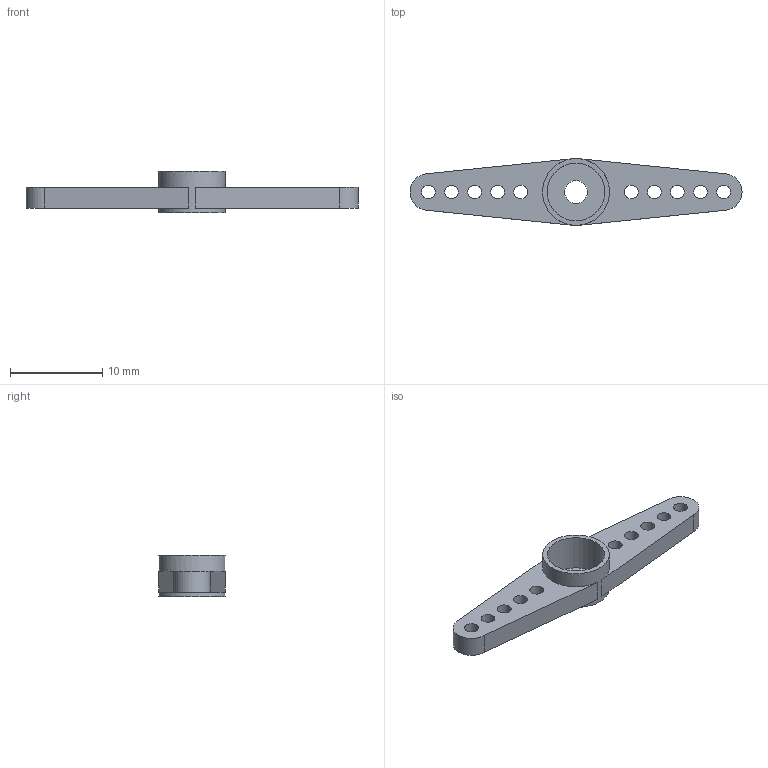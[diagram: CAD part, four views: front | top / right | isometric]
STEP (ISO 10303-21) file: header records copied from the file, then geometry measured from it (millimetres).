
FILE_DESCRIPTION(/* description */ (''),/* implementation_level */ '2;1');
FILE_NAME(/* name */ '3dc2ab51-4a5f-4692-ba53-3d85e0212951.stp',/* time_stamp */ '2026-02-26T19:22:59Z',/* author */ (''),/* organization */ (''),/* preprocessor_version */ 'ST-DEVELOPER v20.1',/* originating_system */ 'Autodesk Translation Framework v14.24.0.0',/* authorisation */ '');
FILE_SCHEMA (('AUTOMOTIVE_DESIGN { 1 0 10303 214 3 1 1 }'));
Length unit declared in the file: millimetre
Products named in the file (1): MG90S Straight Control Horn
Bounding box: 36 x 7.25 x 4.5 mm (x, y, z)
Volume: 362.6 mm3; surface area: 753.9 mm2
Topology: 1 solids, 1 shells, 26 faces, 66 edges, 44 vertices
Faces by surface type: cylinder 15, plane 11
Full cylindrical faces by diameter (mm): 1.5 x10, 2.5 x1, 6.25 x1, 7.25 x1
Entity records: 883 total; most frequent: DIRECTION 156, CARTESIAN_POINT 137, ORIENTED_EDGE 132, EDGE_CURVE 66, AXIS2_PLACEMENT_3D 63, EDGE_LOOP 50, VERTEX_POINT 44, CIRCLE 36
